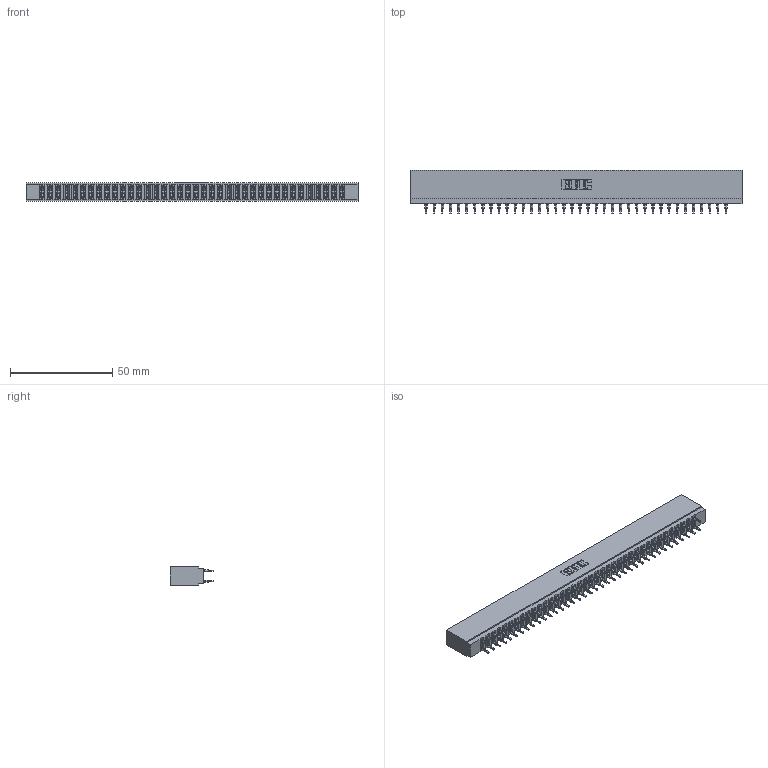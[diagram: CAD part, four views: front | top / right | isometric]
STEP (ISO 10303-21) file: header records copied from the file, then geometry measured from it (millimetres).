
FILE_DESCRIPTION (( 'STEP AP203' ), '1' );
FILE_NAME ('737-076-520-201.STEP', '2020-09-11T07:44:46', ( '' ), ( '' ), 'SwSTEP 2.0', 'SolidWorks 2020', '' );
FILE_SCHEMA (( 'CONFIG_CONTROL_DESIGN' ));
Length unit declared in the file: inch
Products named in the file (3): 745-292-001_520; 737 Part_Insulator Option - 01; 737-076-520-201
Assembly tree (77 placements, depth 2):
  737-076-520-201
    737 Part_Insulator Option - 01
    745-292-001_520  x76
Bounding box: 162.41 x 21.22 x 8.89 mm (x, y, z)
Volume: 16013.8 mm3; surface area: 22787.3 mm2
Topology: 77 solids, 77 shells, 6934 faces, 18647 edges, 11722 vertices
Faces by surface type: plane 3588, bspline 1520, cylinder 1370, torus 456
Entity records: 65747 total; most frequent: CARTESIAN_POINT 11917, ORIENTED_EDGE 11344, DIRECTION 9904, EDGE_CURVE 5672, LINE 5262, VECTOR 5262, VERTEX_POINT 3622, AXIS2_PLACEMENT_3D 2321
